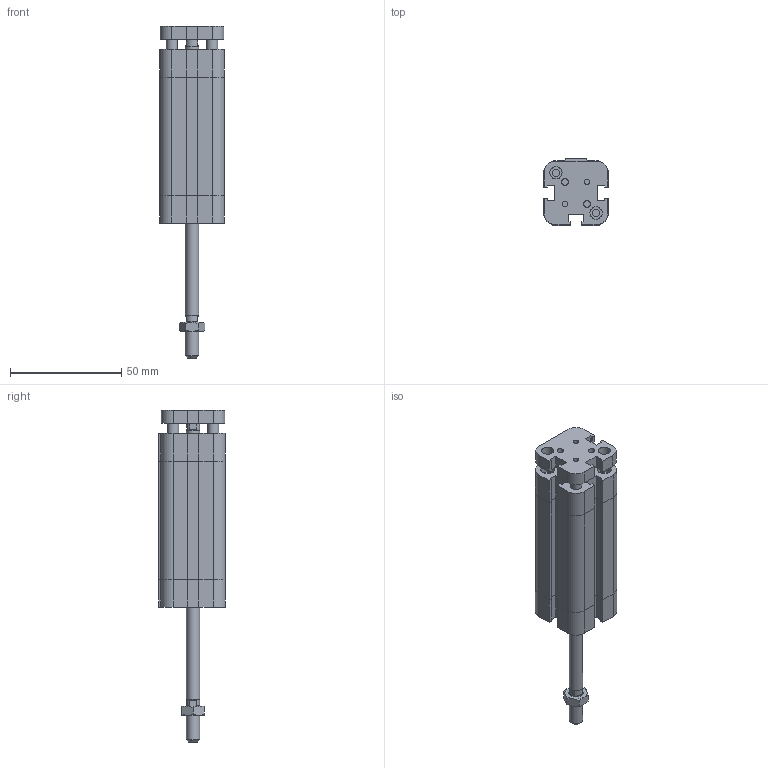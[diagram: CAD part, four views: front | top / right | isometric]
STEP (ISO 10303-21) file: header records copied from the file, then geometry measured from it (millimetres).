
FILE_DESCRIPTION((''),'2;1');
FILE_NAME('1581_12_0040_09_1.iam.stp','2009-04-20T15:42:20',(''),(''),'Autodesk Inventor 2009','Autodesk Inventor 2009','');
FILE_SCHEMA(('AUTOMOTIVE_DESIGN { 1 0 10303 214 1 1 1 1 }'));
Length unit declared in the file: millimetre
Products named in the file (4): 1581_12_0040_09_1; 1581_12_0040_08_1_C; 1561_12_0040_09_1_SA; DBM6
Assembly tree (3 placements, depth 2):
  1581_12_0040_09_1
    1581_12_0040_08_1_C
    1561_12_0040_09_1_SA
    DBM6
Bounding box: 29 x 30 x 149 mm (x, y, z)
Volume: 63131 mm3; surface area: 23833.4 mm2
Topology: 3 solids, 3 shells, 234 faces, 546 edges, 337 vertices
Faces by surface type: plane 145, bspline 45, cylinder 23, cone 21
Full cylindrical faces by diameter (mm): 5 x3, 5.8 x2, 6 x2
Entity records: 6802 total; most frequent: CARTESIAN_POINT 1602, ORIENTED_EDGE 984, DIRECTION 964, EDGE_CURVE 492, VECTOR 348, LINE 348, VERTEX_POINT 320, AXIS2_PLACEMENT_3D 308
